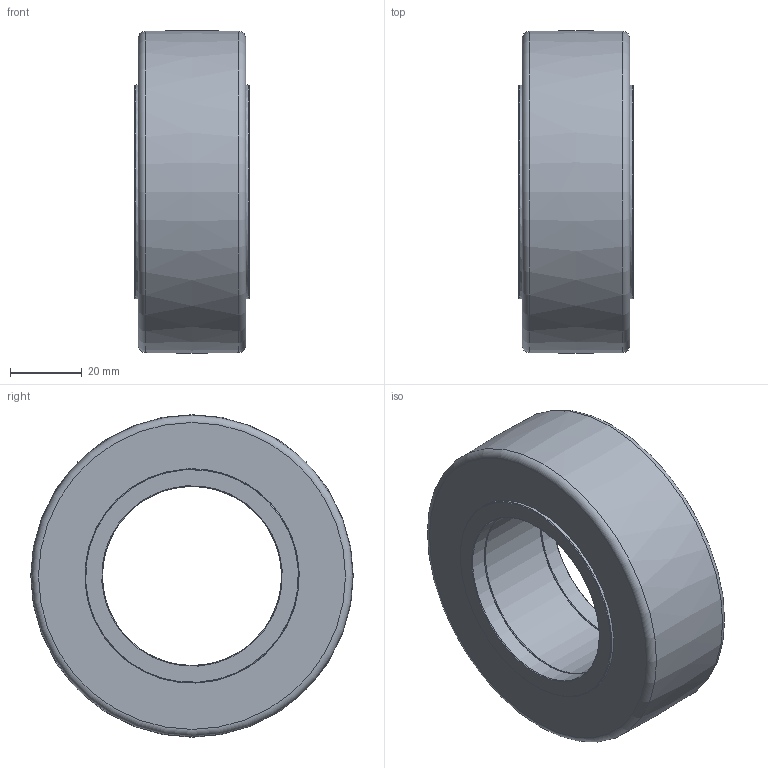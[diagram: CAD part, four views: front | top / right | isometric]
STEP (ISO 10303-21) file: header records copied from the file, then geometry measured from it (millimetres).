
FILE_DESCRIPTION(/* description */ ('-'),/* implementation_level */ '2;1');
FILE_NAME(/* name */ 'ALFATEC_SR050-090.stp',/* time_stamp */ '2022-07-07T14:19:18+02:00',/* author */ ('seider'),/* organization */ (''),/* preprocessor_version */ 'ST-DEVELOPER v18.1',/* originating_system */ 'Autodesk Inventor 2020',/* authorisation */ '');
FILE_SCHEMA (('AUTOMOTIVE_DESIGN { 1 0 10303 214 3 1 1 }'));
Length unit declared in the file: millimetre
Products named in the file (1): SR 050.090_Kontur
Bounding box: 32 x 90 x 89.98 mm (x, y, z)
Volume: 109673.3 mm3; surface area: 43880.7 mm2
Topology: 1 solids, 1 shells, 222 faces, 801 edges, 476 vertices
Faces by surface type: cylinder 77, plane 72, torus 58, cone 14, bspline 1
Full cylindrical faces by diameter (mm): 2.5 x1, 50 x3, 59.8 x4, 63.066 x2, 65.576 x2, 67.5 x3
Entity records: 10051 total; most frequent: DIRECTION 2020, ORIENTED_EDGE 1762, CARTESIAN_POINT 1674, AXIS2_PLACEMENT_3D 921, EDGE_CURVE 881, CIRCLE 699, VERTEX_POINT 476, EDGE_LOOP 265
